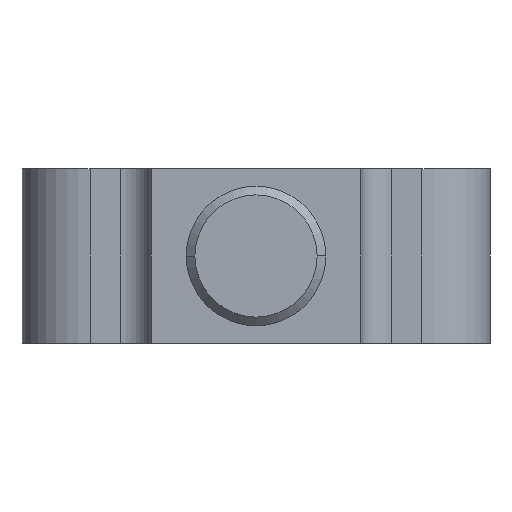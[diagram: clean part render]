
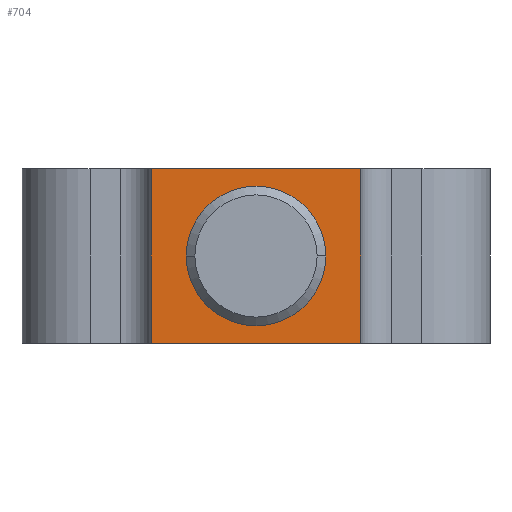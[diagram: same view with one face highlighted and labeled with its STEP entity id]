
A CAD part, left-side view. The second image highlights one B-rep face of the part: STEP entity #704.
In plain terms, the highlighted planar face has unit normal (-1, 0, 0).
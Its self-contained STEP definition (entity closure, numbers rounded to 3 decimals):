
#18 = EDGE_CURVE ( 'NONE', #279, #276, #844, .T. ) ;
#202 = VERTEX_POINT ( 'NONE', #1196 ) ;
#226 = EDGE_CURVE ( 'NONE', #202, #407, #1286, .T. ) ;
#276 = VERTEX_POINT ( 'NONE', #1324 ) ;
#279 = VERTEX_POINT ( 'NONE', #1322 ) ;
#407 = VERTEX_POINT ( 'NONE', #1616 ) ;
#416 = EDGE_CURVE ( 'NONE', #488, #417, #1665, .T. ) ;
#417 = VERTEX_POINT ( 'NONE', #1661 ) ;
#488 = VERTEX_POINT ( 'NONE', #1791 ) ;
#689 = ORIENTED_EDGE ( 'NONE', *, *, #703, .F. ) ;
#703 = EDGE_CURVE ( 'NONE', #407, #488, #2121, .T. ) ;
#704 = ADVANCED_FACE ( 'NONE', ( #2117, #2116 ), #2115, .T. ) ;
#705 = EDGE_LOOP ( 'NONE', ( #706, #708 ) ) ;
#706 = ORIENTED_EDGE ( 'NONE', *, *, #707, .F. ) ;
#707 = EDGE_CURVE ( 'NONE', #276, #279, #2110, .T. ) ;
#708 = ORIENTED_EDGE ( 'NONE', *, *, #18, .F. ) ;
#709 = EDGE_LOOP ( 'NONE', ( #710, #762, #763, #689 ) ) ;
#710 = ORIENTED_EDGE ( 'NONE', *, *, #226, .F. ) ;
#721 = EDGE_CURVE ( 'NONE', #417, #202, #2095, .T. ) ;
#762 = ORIENTED_EDGE ( 'NONE', *, *, #721, .F. ) ;
#763 = ORIENTED_EDGE ( 'NONE', *, *, #416, .F. ) ;
#840 = DIRECTION ( 'NONE',  ( 0., -1., 0. ) ) ;
#841 = DIRECTION ( 'NONE',  ( -1., 0., 0. ) ) ;
#842 = CARTESIAN_POINT ( 'NONE',  ( -31.5, 0., 10. ) ) ;
#843 = AXIS2_PLACEMENT_3D ( 'NONE', #842, #841, #840 ) ;
#844 = CIRCLE ( 'NONE', #843, 8. ) ;
#1196 = CARTESIAN_POINT ( 'NONE',  ( -31.5, 12., 20. ) ) ;
#1283 = DIRECTION ( 'NONE',  ( 0., -1., 0. ) ) ;
#1284 = VECTOR ( 'NONE', #1283, 1000. ) ;
#1285 = CARTESIAN_POINT ( 'NONE',  ( -31.5, 12., 20. ) ) ;
#1286 = LINE ( 'NONE', #1285, #1284 ) ;
#1322 = CARTESIAN_POINT ( 'NONE',  ( -31.5, -8., 10. ) ) ;
#1324 = CARTESIAN_POINT ( 'NONE',  ( -31.5, 8., 10. ) ) ;
#1616 = CARTESIAN_POINT ( 'NONE',  ( -31.5, -12., 20. ) ) ;
#1661 = CARTESIAN_POINT ( 'NONE',  ( -31.5, 12., 0. ) ) ;
#1662 = DIRECTION ( 'NONE',  ( 0., 1., 0. ) ) ;
#1663 = VECTOR ( 'NONE', #1662, 1000. ) ;
#1664 = CARTESIAN_POINT ( 'NONE',  ( -31.5, 12., 0. ) ) ;
#1665 = LINE ( 'NONE', #1664, #1663 ) ;
#1791 = CARTESIAN_POINT ( 'NONE',  ( -31.5, -12., 0. ) ) ;
#2092 = DIRECTION ( 'NONE',  ( 0., 0., 1. ) ) ;
#2093 = VECTOR ( 'NONE', #2092, 1000. ) ;
#2094 = CARTESIAN_POINT ( 'NONE',  ( -31.5, 12., 20. ) ) ;
#2095 = LINE ( 'NONE', #2094, #2093 ) ;
#2106 = DIRECTION ( 'NONE',  ( 0., -1., 0. ) ) ;
#2107 = DIRECTION ( 'NONE',  ( -1., 0., 0. ) ) ;
#2108 = CARTESIAN_POINT ( 'NONE',  ( -31.5, 0., 10. ) ) ;
#2109 = AXIS2_PLACEMENT_3D ( 'NONE', #2108, #2107, #2106 ) ;
#2110 = CIRCLE ( 'NONE', #2109, 8. ) ;
#2111 = DIRECTION ( 'NONE',  ( 0., 1., 0. ) ) ;
#2112 = DIRECTION ( 'NONE',  ( -1., 0., 0. ) ) ;
#2113 = CARTESIAN_POINT ( 'NONE',  ( -31.5, -12., 20. ) ) ;
#2114 = AXIS2_PLACEMENT_3D ( 'NONE', #2113, #2112, #2111 ) ;
#2115 = PLANE ( 'NONE',  #2114 ) ;
#2116 = FACE_OUTER_BOUND ( 'NONE', #709, .T. ) ;
#2117 = FACE_BOUND ( 'NONE', #705, .T. ) ;
#2118 = DIRECTION ( 'NONE',  ( 0., 0., -1. ) ) ;
#2119 = VECTOR ( 'NONE', #2118, 1000. ) ;
#2120 = CARTESIAN_POINT ( 'NONE',  ( -31.5, -12., 20. ) ) ;
#2121 = LINE ( 'NONE', #2120, #2119 ) ;
